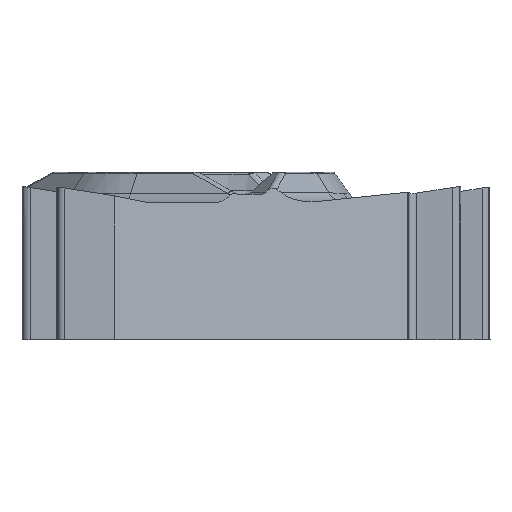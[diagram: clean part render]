
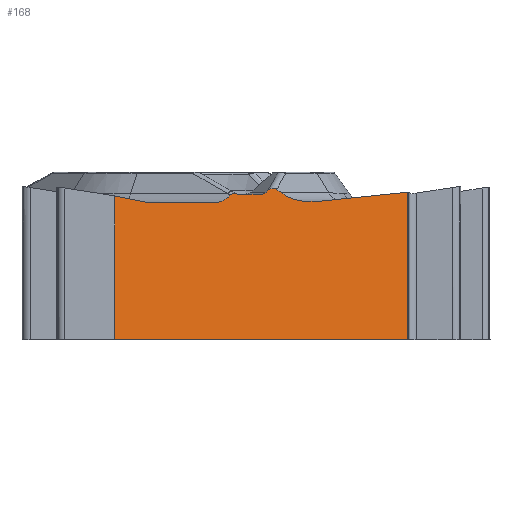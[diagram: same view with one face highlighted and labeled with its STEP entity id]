
A CAD part, front view. The second image highlights one B-rep face of the part: STEP entity #168.
In plain terms, the highlighted planar face has unit normal (0.5, -0.866, 0).
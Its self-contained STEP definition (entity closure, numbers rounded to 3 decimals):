
#168=ADVANCED_FACE('',(#403),#347,.F.);
#347=PLANE('',#3121);
#403=FACE_OUTER_BOUND('',#577,.T.);
#577=EDGE_LOOP('',(#951,#952,#953,#954,#955,#956,#957,#958,#959,#960,#961,
#962,#963,#964,#965,#966));
#761=CIRCLE('',#3120,0.75);
#882=ELLIPSE('',#3115,1.5,0.75);
#883=ELLIPSE('',#3116,0.304,0.205);
#884=ELLIPSE('',#3117,0.309,0.3);
#885=ELLIPSE('',#3118,0.309,0.3);
#886=ELLIPSE('',#3119,0.884,0.75);
#951=ORIENTED_EDGE('',*,*,#2148,.T.);
#952=ORIENTED_EDGE('',*,*,#2149,.F.);
#953=ORIENTED_EDGE('',*,*,#2150,.T.);
#954=ORIENTED_EDGE('',*,*,#2151,.T.);
#955=ORIENTED_EDGE('',*,*,#2152,.F.);
#956=ORIENTED_EDGE('',*,*,#2153,.F.);
#957=ORIENTED_EDGE('',*,*,#2154,.T.);
#958=ORIENTED_EDGE('',*,*,#2155,.T.);
#959=ORIENTED_EDGE('',*,*,#2156,.T.);
#960=ORIENTED_EDGE('',*,*,#2157,.T.);
#961=ORIENTED_EDGE('',*,*,#2158,.F.);
#962=ORIENTED_EDGE('',*,*,#2159,.T.);
#963=ORIENTED_EDGE('',*,*,#2160,.T.);
#964=ORIENTED_EDGE('',*,*,#2161,.T.);
#965=ORIENTED_EDGE('',*,*,#2162,.T.);
#966=ORIENTED_EDGE('',*,*,#2163,.F.);
#1865=VERTEX_POINT('',#4816);
#1866=VERTEX_POINT('',#4817);
#1867=VERTEX_POINT('',#4819);
#1868=VERTEX_POINT('',#4821);
#1869=VERTEX_POINT('',#4823);
#1870=VERTEX_POINT('',#4825);
#1871=VERTEX_POINT('',#4827);
#1872=VERTEX_POINT('',#4829);
#1873=VERTEX_POINT('',#4831);
#1874=VERTEX_POINT('',#4833);
#1875=VERTEX_POINT('',#4835);
#1876=VERTEX_POINT('',#4849);
#1877=VERTEX_POINT('',#4851);
#1878=VERTEX_POINT('',#4853);
#1879=VERTEX_POINT('',#4855);
#1880=VERTEX_POINT('',#4857);
#2148=EDGE_CURVE('',#1865,#1866,#2605,.T.);
#2149=EDGE_CURVE('',#1867,#1866,#2606,.T.);
#2150=EDGE_CURVE('',#1867,#1868,#2607,.T.);
#2151=EDGE_CURVE('',#1868,#1869,#882,.T.);
#2152=EDGE_CURVE('',#1870,#1869,#2608,.T.);
#2153=EDGE_CURVE('',#1871,#1870,#883,.T.);
#2154=EDGE_CURVE('',#1871,#1872,#2609,.T.);
#2155=EDGE_CURVE('',#1872,#1873,#884,.T.);
#2156=EDGE_CURVE('',#1873,#1874,#2610,.T.);
#2157=EDGE_CURVE('',#1874,#1875,#885,.T.);
#2158=EDGE_CURVE('',#1876,#1875,#3039,.T.);
#2159=EDGE_CURVE('',#1876,#1877,#886,.T.);
#2160=EDGE_CURVE('',#1877,#1878,#2611,.T.);
#2161=EDGE_CURVE('',#1878,#1879,#761,.T.);
#2162=EDGE_CURVE('',#1879,#1880,#2612,.T.);
#2163=EDGE_CURVE('',#1865,#1880,#2613,.T.);
#2605=LINE('',#4815,#2818);
#2606=LINE('',#4818,#2819);
#2607=LINE('',#4820,#2820);
#2608=LINE('',#4824,#2821);
#2609=LINE('',#4828,#2822);
#2610=LINE('',#4832,#2823);
#2611=LINE('',#4852,#2824);
#2612=LINE('',#4856,#2825);
#2613=LINE('',#4858,#2826);
#2818=VECTOR('',#3451,1.);
#2819=VECTOR('',#3452,1.);
#2820=VECTOR('',#3453,1.);
#2821=VECTOR('',#3456,1.);
#2822=VECTOR('',#3459,1.);
#2823=VECTOR('',#3462,1.);
#2824=VECTOR('',#3467,1.);
#2825=VECTOR('',#3470,1.);
#2826=VECTOR('',#3471,1.);
#3039=B_SPLINE_CURVE_WITH_KNOTS('',3,(#4836,#4837,#4838,#4839,#4840,#4841,
#4842,#4843,#4844,#4845,#4846,#4847,#4848),.UNSPECIFIED.,.F.,.F.,(4,3,3,
3,4),(0.,0.251,0.501,0.761,1.),
 .UNSPECIFIED.);
#3115=AXIS2_PLACEMENT_3D('',#4822,#3454,#3455);
#3116=AXIS2_PLACEMENT_3D('',#4826,#3457,#3458);
#3117=AXIS2_PLACEMENT_3D('',#4830,#3460,#3461);
#3118=AXIS2_PLACEMENT_3D('',#4834,#3463,#3464);
#3119=AXIS2_PLACEMENT_3D('',#4850,#3465,#3466);
#3120=AXIS2_PLACEMENT_3D('',#4854,#3468,#3469);
#3121=AXIS2_PLACEMENT_3D('',#4859,#3472,#3473);
#3451=DIRECTION('',(0.866,0.5,0.));
#3452=DIRECTION('',(0.,0.,-1.));
#3453=DIRECTION('',(-0.863,-0.498,-0.088));
#3454=DIRECTION('',(-0.5,0.866,0.));
#3455=DIRECTION('',(-0.866,-0.5,0.));
#3456=DIRECTION('',(0.705,0.407,-0.581));
#3457=DIRECTION('',(-0.5,0.866,0.));
#3458=DIRECTION('',(0.743,0.429,0.514));
#3459=DIRECTION('',(-0.672,-0.388,-0.631));
#3460=DIRECTION('',(-0.5,0.866,0.));
#3461=DIRECTION('',(0.866,0.5,0.));
#3462=DIRECTION('',(-0.866,-0.5,0.));
#3463=DIRECTION('',(-0.5,0.866,0.));
#3464=DIRECTION('',(0.866,0.5,0.));
#3465=DIRECTION('',(-0.5,0.866,0.));
#3466=DIRECTION('',(0.866,0.5,0.));
#3467=DIRECTION('',(-0.866,-0.5,0.));
#3468=DIRECTION('',(-0.5,0.866,0.));
#3469=DIRECTION('',(-0.866,-0.5,0.));
#3470=DIRECTION('',(-0.853,-0.492,0.174));
#3471=DIRECTION('',(0.,0.,1.));
#3472=DIRECTION('',(-0.5,0.866,0.));
#3473=DIRECTION('',(-0.866,-0.5,0.));
#4815=CARTESIAN_POINT('',(3.175,-5.499,-5.56));
#4816=CARTESIAN_POINT('',(-3.104,-9.124,-5.56));
#4817=CARTESIAN_POINT('',(7.479,-3.015,-5.56));
#4818=CARTESIAN_POINT('',(7.479,-3.015,25.));
#4819=CARTESIAN_POINT('',(7.479,-3.015,-0.232));
#4820=CARTESIAN_POINT('',(5.12,-4.376,-0.472));
#4821=CARTESIAN_POINT('',(4.211,-4.901,-0.565));
#4822=CARTESIAN_POINT('',(3.985,-5.032,0.174));
#4823=CARTESIAN_POINT('',(2.921,-5.646,-0.256));
#4824=CARTESIAN_POINT('',(-12.245,-14.402,12.249));
#4825=CARTESIAN_POINT('',(2.757,-5.741,-0.121));
#4826=CARTESIAN_POINT('',(2.565,-5.851,-0.32));
#4827=CARTESIAN_POINT('',(2.429,-5.93,-0.181));
#4828=CARTESIAN_POINT('',(9.024,-2.122,6.019));
#4829=CARTESIAN_POINT('',(2.366,-5.966,-0.24));
#4830=CARTESIAN_POINT('',(2.194,-6.065,-0.01));
#4831=CARTESIAN_POINT('',(2.194,-6.065,-0.31));
#4832=CARTESIAN_POINT('',(-4.359,-9.849,-0.31));
#4833=CARTESIAN_POINT('',(1.413,-6.516,-0.31));
#4834=CARTESIAN_POINT('',(1.413,-6.516,-0.01));
#4835=CARTESIAN_POINT('',(1.303,-6.58,-0.283));
#4836=CARTESIAN_POINT('',(1.096,-6.7,-0.323));
#4837=CARTESIAN_POINT('',(1.108,-6.692,-0.307));
#4838=CARTESIAN_POINT('',(1.124,-6.684,-0.294));
#4839=CARTESIAN_POINT('',(1.14,-6.674,-0.285));
#4840=CARTESIAN_POINT('',(1.157,-6.664,-0.275));
#4841=CARTESIAN_POINT('',(1.175,-6.654,-0.268));
#4842=CARTESIAN_POINT('',(1.194,-6.643,-0.265));
#4843=CARTESIAN_POINT('',(1.213,-6.632,-0.262));
#4844=CARTESIAN_POINT('',(1.233,-6.621,-0.262));
#4845=CARTESIAN_POINT('',(1.252,-6.61,-0.266));
#4846=CARTESIAN_POINT('',(1.269,-6.599,-0.269));
#4847=CARTESIAN_POINT('',(1.287,-6.589,-0.275));
#4848=CARTESIAN_POINT('',(1.303,-6.58,-0.283));
#4849=CARTESIAN_POINT('',(1.096,-6.7,-0.323));
#4850=CARTESIAN_POINT('',(0.499,-7.044,0.147));
#4851=CARTESIAN_POINT('',(0.499,-7.044,-0.603));
#4852=CARTESIAN_POINT('',(-4.359,-9.849,-0.603));
#4853=CARTESIAN_POINT('',(-1.86,-8.406,-0.603));
#4854=CARTESIAN_POINT('',(-1.86,-8.406,0.147));
#4855=CARTESIAN_POINT('',(-1.973,-8.471,-0.592));
#4856=CARTESIAN_POINT('',(-8.078,-11.996,0.651));
#4857=CARTESIAN_POINT('',(-3.104,-9.124,-0.361));
#4858=CARTESIAN_POINT('',(-3.104,-9.124,25.));
#4859=CARTESIAN_POINT('',(3.175,-5.499,25.));
